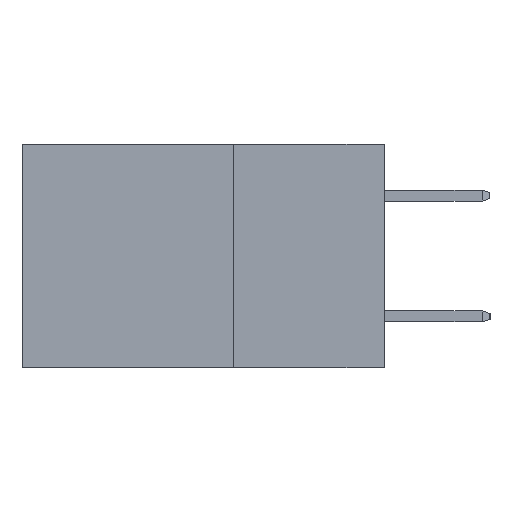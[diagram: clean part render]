
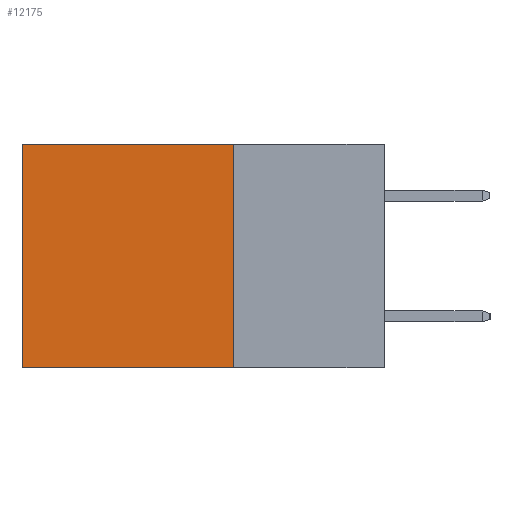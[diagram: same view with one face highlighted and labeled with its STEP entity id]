
A CAD part, left-side view. The second image highlights one B-rep face of the part: STEP entity #12175.
In plain terms, the highlighted planar face has unit normal (-1, 0, 0).
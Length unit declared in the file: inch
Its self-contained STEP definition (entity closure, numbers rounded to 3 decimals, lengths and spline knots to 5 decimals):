
#511 = CARTESIAN_POINT ( 'NONE',  ( 0.2615, 0.25, -0.37 ) ) ;
#1579 = CARTESIAN_POINT ( 'NONE',  ( 0.2615, 0.25, -0.37 ) ) ;
#1652 = VERTEX_POINT ( 'NONE', #1937 ) ;
#1742 = DIRECTION ( 'NONE',  ( 0., 0., -1. ) ) ;
#1775 = EDGE_CURVE ( 'NONE', #4833, #1652, #10007, .T. ) ;
#1937 = CARTESIAN_POINT ( 'NONE',  ( 0.2615, 0.6, -0.37 ) ) ;
#2147 = CARTESIAN_POINT ( 'NONE',  ( 0.2615, 0.25, -0.37 ) ) ;
#2173 = DIRECTION ( 'NONE',  ( 0., 1., 0. ) ) ;
#3098 = ORIENTED_EDGE ( 'NONE', *, *, #9537, .T. ) ;
#4145 = DIRECTION ( 'NONE',  ( 0., 1., 0. ) ) ;
#4172 = CARTESIAN_POINT ( 'NONE',  ( 0.2615, 0.25, 0. ) ) ;
#4455 = CARTESIAN_POINT ( 'NONE',  ( 0.2615, 0.25, 0. ) ) ;
#4691 = LINE ( 'NONE', #511, #7317 ) ;
#4833 = VERTEX_POINT ( 'NONE', #1579 ) ;
#5464 = VERTEX_POINT ( 'NONE', #11143 ) ;
#5694 = EDGE_CURVE ( 'NONE', #5464, #1652, #7248, .T. ) ;
#6660 = CARTESIAN_POINT ( 'NONE',  ( 0.2615, 0.25, -0.37 ) ) ;
#7248 = LINE ( 'NONE', #12284, #9509 ) ;
#7317 = VECTOR ( 'NONE', #10535, 39.37008 ) ;
#7438 = VECTOR ( 'NONE', #4145, 39.37008 ) ;
#7556 = AXIS2_PLACEMENT_3D ( 'NONE', #6660, #7643, #1742 ) ;
#7643 = DIRECTION ( 'NONE',  ( 1., 0., 0. ) ) ;
#8998 = LINE ( 'NONE', #4172, #11797 ) ;
#9509 = VECTOR ( 'NONE', #11394, 39.37008 ) ;
#9537 = EDGE_CURVE ( 'NONE', #11145, #5464, #8998, .T. ) ;
#9765 = ORIENTED_EDGE ( 'NONE', *, *, #9970, .F. ) ;
#9970 = EDGE_CURVE ( 'NONE', #11145, #4833, #4691, .T. ) ;
#10007 = LINE ( 'NONE', #2147, #7438 ) ;
#10535 = DIRECTION ( 'NONE',  ( 0., 0., -1. ) ) ;
#10854 = ORIENTED_EDGE ( 'NONE', *, *, #5694, .T. ) ;
#11143 = CARTESIAN_POINT ( 'NONE',  ( 0.2615, 0.6, 0. ) ) ;
#11145 = VERTEX_POINT ( 'NONE', #4455 ) ;
#11175 = FACE_OUTER_BOUND ( 'NONE', #12319, .T. ) ;
#11322 = ORIENTED_EDGE ( 'NONE', *, *, #1775, .F. ) ;
#11394 = DIRECTION ( 'NONE',  ( 0., 0., -1. ) ) ;
#11797 = VECTOR ( 'NONE', #2173, 39.37008 ) ;
#12175 = ADVANCED_FACE ( 'NONE', ( #11175 ), #12384, .F. ) ;
#12284 = CARTESIAN_POINT ( 'NONE',  ( 0.2615, 0.6, -0.37 ) ) ;
#12319 = EDGE_LOOP ( 'NONE', ( #10854, #11322, #9765, #3098 ) ) ;
#12384 = PLANE ( 'NONE',  #7556 ) ;
